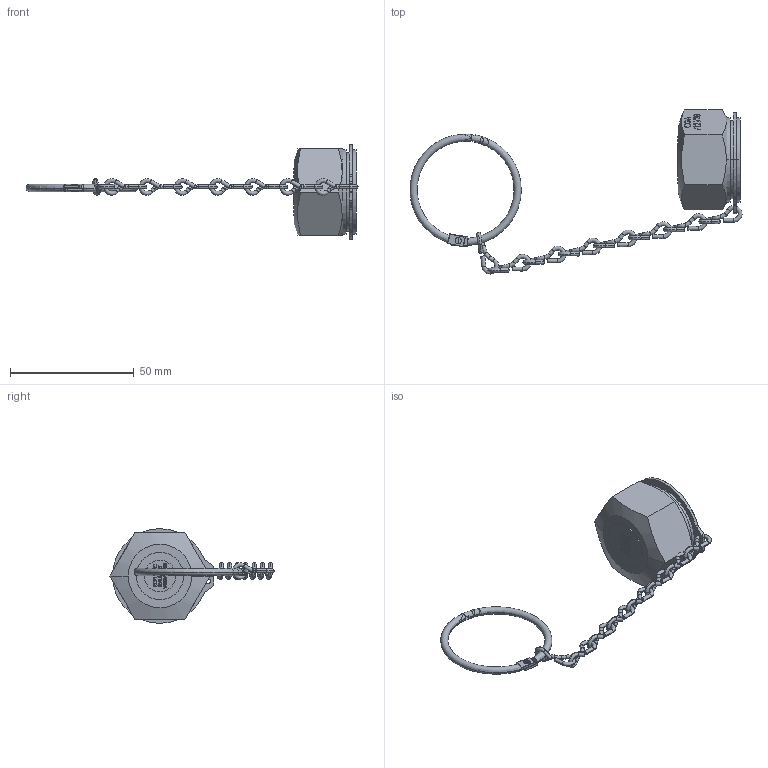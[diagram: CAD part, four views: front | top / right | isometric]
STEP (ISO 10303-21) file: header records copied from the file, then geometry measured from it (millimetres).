
FILE_DESCRIPTION (( 'STEP AP203' ), '1' );
FILE_NAME ('CAP-GT71SS-TU-K.STEP', '2025-08-25T14:28:19', ( '' ), ( '' ), 'SwSTEP 2.0', 'SolidWorks 2018', '' );
FILE_SCHEMA (( 'CONFIG_CONTROL_DESIGN' ));
Length unit declared in the file: inch
Products named in the file (14): ASY-000213_One Link Bent; ASY-001984; PRT-003061; PRT-004044; PRT-002239_STAINLESS; PRT-003062; PRT-002399; PRT-002245_RING-1.540D-HALF; PRT-003791_91590A249; CAP-GT71SS-TU-K; PRT-002742; PRT-002255_SMALL PIN; ASY-000887; PRT-004001_97633A150
Assembly tree (21 placements, depth 3):
  CAP-GT71SS-TU-K
    PRT-003062
    PRT-003061
    PRT-003791_91590A249
    PRT-004001_97633A150
    ASY-000213_One Link Bent
      PRT-002239_STAINLESS  x8
    ASY-000887
      PRT-002245_RING-1.540D-HALF  x2
      PRT-002255_SMALL PIN
    PRT-004044
    ASY-001984
      PRT-002399
      PRT-002742
Bounding box: 133.93 x 66.19 x 38.19 mm (x, y, z)
Volume: 19937.9 mm3; surface area: 14581.3 mm2
Topology: 18 solids, 18 shells, 903 faces, 2448 edges, 1629 vertices
Faces by surface type: plane 422, cylinder 191, bspline 180, torus 82, sphere 18, cone 10
Entity records: 36883 total; most frequent: CARTESIAN_POINT 17723, ORIENTED_EDGE 4030, DIRECTION 2924, EDGE_CURVE 2015, VERTEX_POINT 1382, LINE 1194, VECTOR 1194, AXIS2_PLACEMENT_3D 865
